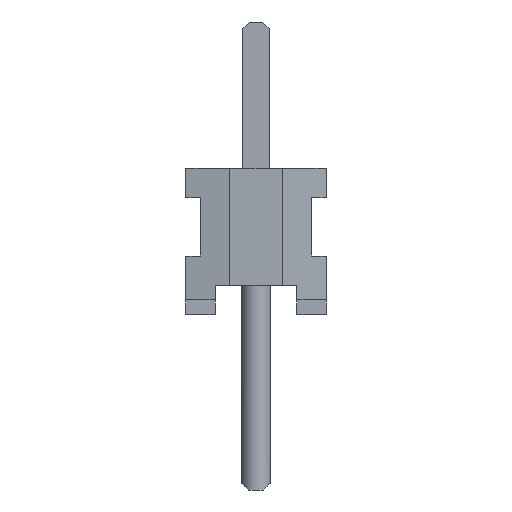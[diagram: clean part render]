
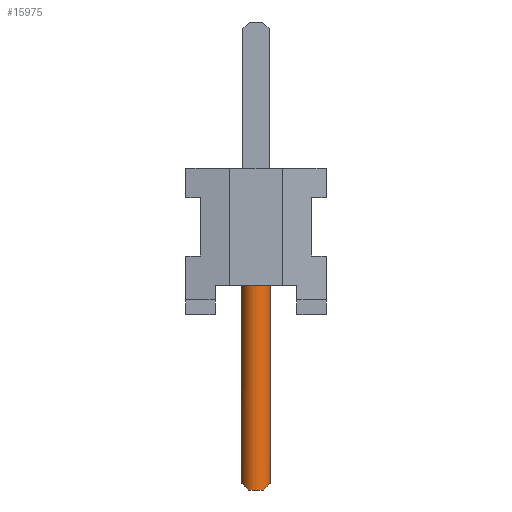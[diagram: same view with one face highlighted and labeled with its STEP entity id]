
A CAD part, left-side view. The second image highlights one B-rep face of the part: STEP entity #15975.
In plain terms, the highlighted cylindrical face has radius 0.254 mm (diameter 0.508 mm), a full revolution.
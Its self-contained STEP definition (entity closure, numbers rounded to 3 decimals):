
#14977 = EDGE_CURVE('',#14978,#14980,#14982,.T.);
#14978 = VERTEX_POINT('',#14979);
#14979 = CARTESIAN_POINT('',(-7.239,0.,1.27));
#14980 = VERTEX_POINT('',#14981);
#14981 = CARTESIAN_POINT('',(-6.765,0.127,1.27));
#14982 = CIRCLE('',#14983,0.254);
#14983 = AXIS2_PLACEMENT_3D('',#14984,#14985,#14986);
#14984 = CARTESIAN_POINT('',(-6.985,0.,1.27));
#14985 = DIRECTION('',(0.,0.,1.));
#14986 = DIRECTION('',(1.,0.,0.));
#14988 = EDGE_CURVE('',#14980,#14978,#14989,.T.);
#14989 = CIRCLE('',#14990,0.254);
#14990 = AXIS2_PLACEMENT_3D('',#14991,#14992,#14993);
#14991 = CARTESIAN_POINT('',(-6.985,0.,1.27));
#14992 = DIRECTION('',(0.,0.,1.));
#14993 = DIRECTION('',(1.,0.,0.));
#15975 = ADVANCED_FACE('',(#15976),#16022,.T.);
#15976 = FACE_BOUND('',#15977,.T.);
#15977 = EDGE_LOOP('',(#15978,#15979,#15986,#15995,#16004,#16013,#16020,
    #16021));
#15978 = ORIENTED_EDGE('',*,*,#14988,.F.);
#15979 = ORIENTED_EDGE('',*,*,#15980,.T.);
#15980 = EDGE_CURVE('',#14980,#15981,#15983,.T.);
#15981 = VERTEX_POINT('',#15982);
#15982 = CARTESIAN_POINT('',(-6.765,0.127,-3.048));
#15983 = B_SPLINE_CURVE_WITH_KNOTS('',1,(#15984,#15985),.UNSPECIFIED.,
  .F.,.F.,(2,2),(0.,4.318),.PIECEWISE_BEZIER_KNOTS.);
#15984 = CARTESIAN_POINT('',(-6.765,0.127,1.27));
#15985 = CARTESIAN_POINT('',(-6.765,0.127,-3.048));
#15986 = ORIENTED_EDGE('',*,*,#15987,.T.);
#15987 = EDGE_CURVE('',#15981,#15988,#15990,.T.);
#15988 = VERTEX_POINT('',#15989);
#15989 = CARTESIAN_POINT('',(-7.205,0.127,-3.048));
#15990 = ELLIPSE('',#15991,0.359,0.254);
#15991 = AXIS2_PLACEMENT_3D('',#15992,#15993,#15994);
#15992 = CARTESIAN_POINT('',(-6.985,0.,-3.175));
#15993 = DIRECTION('',(0.,-0.707,0.707));
#15994 = DIRECTION('',(0.,-0.707,-0.707));
#15995 = ORIENTED_EDGE('',*,*,#15996,.T.);
#15996 = EDGE_CURVE('',#15988,#15997,#15999,.T.);
#15997 = VERTEX_POINT('',#15998);
#15998 = CARTESIAN_POINT('',(-7.205,-0.127,-3.048));
#15999 = CIRCLE('',#16000,0.254);
#16000 = AXIS2_PLACEMENT_3D('',#16001,#16002,#16003);
#16001 = CARTESIAN_POINT('',(-6.985,0.,-3.048));
#16002 = DIRECTION('',(0.,0.,1.));
#16003 = DIRECTION('',(0.,-1.,0.));
#16004 = ORIENTED_EDGE('',*,*,#16005,.T.);
#16005 = EDGE_CURVE('',#15997,#16006,#16008,.T.);
#16006 = VERTEX_POINT('',#16007);
#16007 = CARTESIAN_POINT('',(-6.765,-0.127,-3.048));
#16008 = ELLIPSE('',#16009,0.359,0.254);
#16009 = AXIS2_PLACEMENT_3D('',#16010,#16011,#16012);
#16010 = CARTESIAN_POINT('',(-6.985,0.,-3.175));
#16011 = DIRECTION('',(0.,0.707,0.707));
#16012 = DIRECTION('',(0.,0.707,-0.707));
#16013 = ORIENTED_EDGE('',*,*,#16014,.T.);
#16014 = EDGE_CURVE('',#16006,#15981,#16015,.T.);
#16015 = CIRCLE('',#16016,0.254);
#16016 = AXIS2_PLACEMENT_3D('',#16017,#16018,#16019);
#16017 = CARTESIAN_POINT('',(-6.985,0.,-3.048));
#16018 = DIRECTION('',(0.,0.,1.));
#16019 = DIRECTION('',(0.,-1.,0.));
#16020 = ORIENTED_EDGE('',*,*,#15980,.F.);
#16021 = ORIENTED_EDGE('',*,*,#14977,.F.);
#16022 = CYLINDRICAL_SURFACE('',#16023,0.254);
#16023 = AXIS2_PLACEMENT_3D('',#16024,#16025,#16026);
#16024 = CARTESIAN_POINT('',(-6.985,0.,1.27));
#16025 = DIRECTION('',(0.,0.,-1.));
#16026 = DIRECTION('',(0.,1.,0.));
